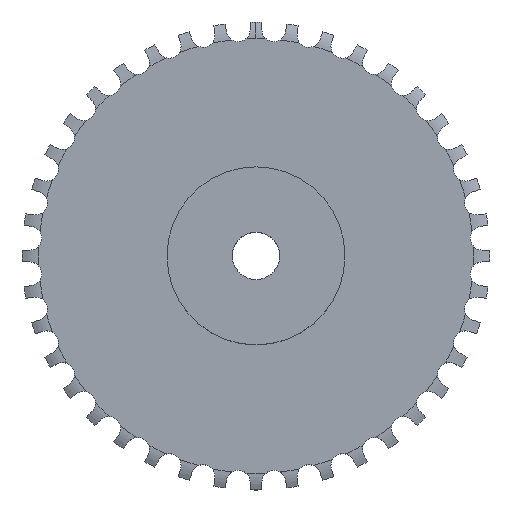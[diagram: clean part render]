
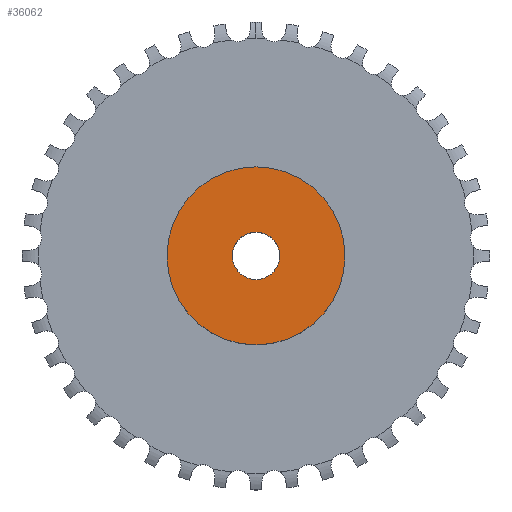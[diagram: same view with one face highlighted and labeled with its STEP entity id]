
A CAD part, top view. The second image highlights one B-rep face of the part: STEP entity #36062.
In plain terms, the highlighted planar face has unit normal (0, 0, 1).
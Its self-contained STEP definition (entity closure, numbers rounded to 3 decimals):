
#5912 = CYLINDRICAL_SURFACE('',#5913,4.);
#5913 = AXIS2_PLACEMENT_3D('',#5914,#5915,#5916);
#5914 = CARTESIAN_POINT('',(0.,0.,113.711));
#5915 = DIRECTION('',(0.,0.,1.));
#5916 = DIRECTION('',(1.,0.,-0.));
#10353 = CYLINDRICAL_SURFACE('',#10354,15.);
#10354 = AXIS2_PLACEMENT_3D('',#10355,#10356,#10357);
#10355 = CARTESIAN_POINT('',(0.,0.,0.));
#10356 = DIRECTION('',(-0.,-0.,-1.));
#10357 = DIRECTION('',(1.,0.,0.));
#29058 = EDGE_CURVE('',#29059,#29059,#29061,.T.);
#29059 = VERTEX_POINT('',#29060);
#29060 = CARTESIAN_POINT('',(4.,0.,13.7));
#29061 = SURFACE_CURVE('',#29062,(#29067,#29074),.PCURVE_S1.);
#29062 = CIRCLE('',#29063,4.);
#29063 = AXIS2_PLACEMENT_3D('',#29064,#29065,#29066);
#29064 = CARTESIAN_POINT('',(0.,0.,13.7));
#29065 = DIRECTION('',(0.,0.,1.));
#29066 = DIRECTION('',(1.,0.,-0.));
#29067 = PCURVE('',#5912,#29068);
#29068 = DEFINITIONAL_REPRESENTATION('',(#29069),#29073);
#29069 = LINE('',#29070,#29071);
#29070 = CARTESIAN_POINT('',(0.,-100.011));
#29071 = VECTOR('',#29072,1.);
#29072 = DIRECTION('',(1.,0.));
#29073 = ( GEOMETRIC_REPRESENTATION_CONTEXT(2) 
PARAMETRIC_REPRESENTATION_CONTEXT() REPRESENTATION_CONTEXT('2D SPACE',''
  ) );
#29074 = PCURVE('',#29075,#29080);
#29075 = PLANE('',#29076);
#29076 = AXIS2_PLACEMENT_3D('',#29077,#29078,#29079);
#29077 = CARTESIAN_POINT('',(0.,0.,13.7));
#29078 = DIRECTION('',(-0.,0.,1.));
#29079 = DIRECTION('',(0.,-1.,0.));
#29080 = DEFINITIONAL_REPRESENTATION('',(#29081),#29085);
#29081 = CIRCLE('',#29082,4.);
#29082 = AXIS2_PLACEMENT_2D('',#29083,#29084);
#29083 = CARTESIAN_POINT('',(0.,0.));
#29084 = DIRECTION('',(0.,1.));
#29085 = ( GEOMETRIC_REPRESENTATION_CONTEXT(2) 
PARAMETRIC_REPRESENTATION_CONTEXT() REPRESENTATION_CONTEXT('2D SPACE',''
  ) );
#33639 = VERTEX_POINT('',#33640);
#33640 = CARTESIAN_POINT('',(15.,0.,13.7));
#33661 = EDGE_CURVE('',#33639,#33639,#33662,.T.);
#33662 = SURFACE_CURVE('',#33663,(#33668,#33675),.PCURVE_S1.);
#33663 = CIRCLE('',#33664,15.);
#33664 = AXIS2_PLACEMENT_3D('',#33665,#33666,#33667);
#33665 = CARTESIAN_POINT('',(0.,0.,13.7));
#33666 = DIRECTION('',(0.,0.,1.));
#33667 = DIRECTION('',(1.,0.,0.));
#33668 = PCURVE('',#10353,#33669);
#33669 = DEFINITIONAL_REPRESENTATION('',(#33670),#33674);
#33670 = LINE('',#33671,#33672);
#33671 = CARTESIAN_POINT('',(-0.,-13.7));
#33672 = VECTOR('',#33673,1.);
#33673 = DIRECTION('',(-1.,0.));
#33674 = ( GEOMETRIC_REPRESENTATION_CONTEXT(2) 
PARAMETRIC_REPRESENTATION_CONTEXT() REPRESENTATION_CONTEXT('2D SPACE',''
  ) );
#33675 = PCURVE('',#29075,#33676);
#33676 = DEFINITIONAL_REPRESENTATION('',(#33677),#33681);
#33677 = CIRCLE('',#33678,15.);
#33678 = AXIS2_PLACEMENT_2D('',#33679,#33680);
#33679 = CARTESIAN_POINT('',(0.,0.));
#33680 = DIRECTION('',(0.,1.));
#33681 = ( GEOMETRIC_REPRESENTATION_CONTEXT(2) 
PARAMETRIC_REPRESENTATION_CONTEXT() REPRESENTATION_CONTEXT('2D SPACE',''
  ) );
#36062 = ADVANCED_FACE('',(#36063,#36066),#29075,.T.);
#36063 = FACE_BOUND('',#36064,.T.);
#36064 = EDGE_LOOP('',(#36065));
#36065 = ORIENTED_EDGE('',*,*,#33661,.T.);
#36066 = FACE_BOUND('',#36067,.T.);
#36067 = EDGE_LOOP('',(#36068));
#36068 = ORIENTED_EDGE('',*,*,#29058,.F.);
